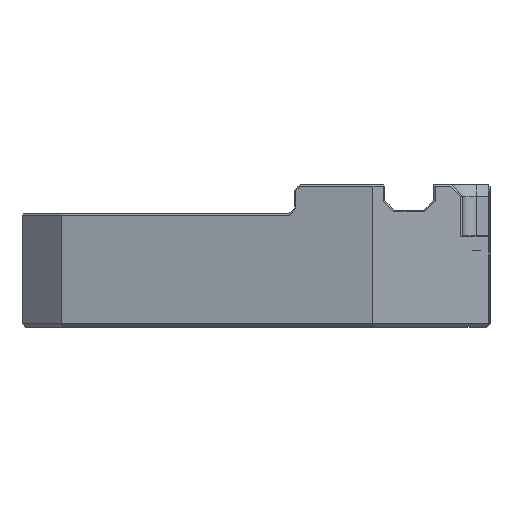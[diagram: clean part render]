
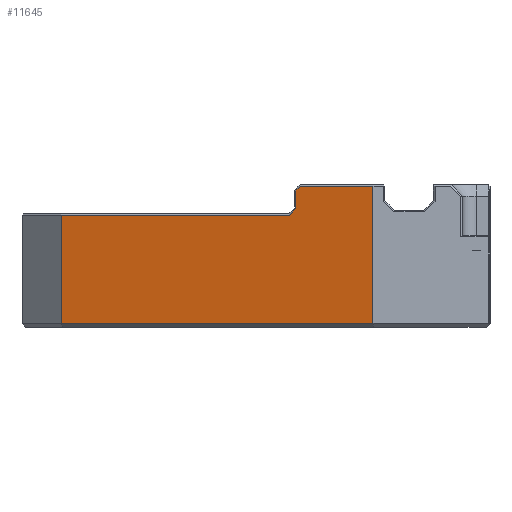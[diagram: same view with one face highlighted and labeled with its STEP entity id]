
A CAD part, left-side view. The second image highlights one B-rep face of the part: STEP entity #11645.
In plain terms, the highlighted planar face has unit normal (-0.972, 0.234, 0).
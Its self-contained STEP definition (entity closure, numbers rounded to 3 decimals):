
#225=FACE_OUTER_BOUND('',#912,.T.);
#912=EDGE_LOOP('',(#7713,#7714,#7715,#7716,#7717,#7718,#7719,#7720));
#1642=LINE('',#16217,#3260);
#1650=LINE('',#16235,#3268);
#1667=LINE('',#16266,#3285);
#1730=LINE('',#16393,#3348);
#1731=LINE('',#16395,#3349);
#1732=LINE('',#16397,#3350);
#1733=LINE('',#16399,#3351);
#1734=LINE('',#16400,#3352);
#3260=VECTOR('',#13082,1000.);
#3268=VECTOR('',#13094,1000.);
#3285=VECTOR('',#13115,1000.);
#3348=VECTOR('',#13230,1000.);
#3349=VECTOR('',#13231,1000.);
#3350=VECTOR('',#13232,1000.);
#3351=VECTOR('',#13233,1000.);
#3352=VECTOR('',#13234,10.);
#4878=VERTEX_POINT('',#16214);
#4879=VERTEX_POINT('',#16216);
#4886=VERTEX_POINT('',#16233);
#4887=VERTEX_POINT('',#16234);
#4937=VERTEX_POINT('',#16392);
#4938=VERTEX_POINT('',#16394);
#4939=VERTEX_POINT('',#16396);
#4940=VERTEX_POINT('',#16398);
#5890=EDGE_CURVE('',#4878,#4879,#1642,.T.);
#5898=EDGE_CURVE('',#4886,#4887,#1650,.T.);
#5915=EDGE_CURVE('',#4878,#4886,#1667,.T.);
#5978=EDGE_CURVE('',#4887,#4937,#1730,.T.);
#5979=EDGE_CURVE('',#4937,#4938,#1731,.T.);
#5980=EDGE_CURVE('',#4938,#4939,#1732,.T.);
#5981=EDGE_CURVE('',#4939,#4940,#1733,.T.);
#5982=EDGE_CURVE('',#4879,#4940,#1734,.T.);
#7713=ORIENTED_EDGE('',*,*,#5890,.F.);
#7714=ORIENTED_EDGE('',*,*,#5915,.T.);
#7715=ORIENTED_EDGE('',*,*,#5898,.T.);
#7716=ORIENTED_EDGE('',*,*,#5978,.T.);
#7717=ORIENTED_EDGE('',*,*,#5979,.T.);
#7718=ORIENTED_EDGE('',*,*,#5980,.T.);
#7719=ORIENTED_EDGE('',*,*,#5981,.T.);
#7720=ORIENTED_EDGE('',*,*,#5982,.F.);
#10994=PLANE('',#12346);
#11645=ADVANCED_FACE('',(#225),#10994,.F.);
#12346=AXIS2_PLACEMENT_3D('',#16391,#13228,#13229);
#13082=DIRECTION('',(0.,0.,1.));
#13094=DIRECTION('',(0.,0.,1.));
#13115=DIRECTION('',(-0.235,-0.972,0.));
#13228=DIRECTION('center_axis',(0.972,-0.235,0.));
#13229=DIRECTION('ref_axis',(-0.235,-0.972,0.));
#13230=DIRECTION('',(0.235,0.972,0.));
#13231=DIRECTION('',(0.166,0.687,-0.707));
#13232=DIRECTION('',(0.,0.,-1.));
#13233=DIRECTION('',(0.166,0.687,-0.707));
#13234=DIRECTION('',(-0.235,-0.972,0.));
#16214=CARTESIAN_POINT('',(-75.,55.,-5.6));
#16216=CARTESIAN_POINT('',(-75.,55.,22.1));
#16217=CARTESIAN_POINT('',(-75.,55.,-6.6));
#16233=CARTESIAN_POINT('',(-94.3,-25.,-5.6));
#16234=CARTESIAN_POINT('',(-94.3,-25.,29.6));
#16235=CARTESIAN_POINT('',(-94.3,-25.,-3.6));
#16266=CARTESIAN_POINT('',(-94.3,-25.,-5.6));
#16391=CARTESIAN_POINT('Origin',(-94.3,-25.,-6.6));
#16392=CARTESIAN_POINT('',(-89.814,-6.404,29.6));
#16393=CARTESIAN_POINT('',(-89.775,-6.243,29.6));
#16394=CARTESIAN_POINT('',(-89.517,-5.174,28.334));
#16395=CARTESIAN_POINT('',(-89.489,-5.06,28.217));
#16396=CARTESIAN_POINT('',(-89.517,-5.174,23.834));
#16397=CARTESIAN_POINT('',(-89.517,-5.174,24.));
#16398=CARTESIAN_POINT('',(-89.11,-3.488,22.1));
#16399=CARTESIAN_POINT('',(-89.161,-3.699,22.317));
#16400=CARTESIAN_POINT('',(-91.697,-14.212,22.1));
